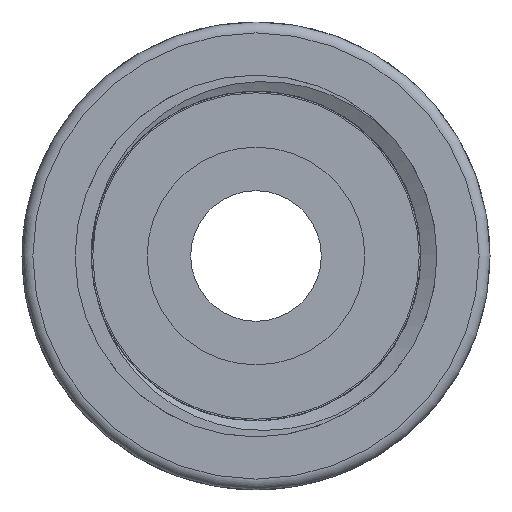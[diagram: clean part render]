
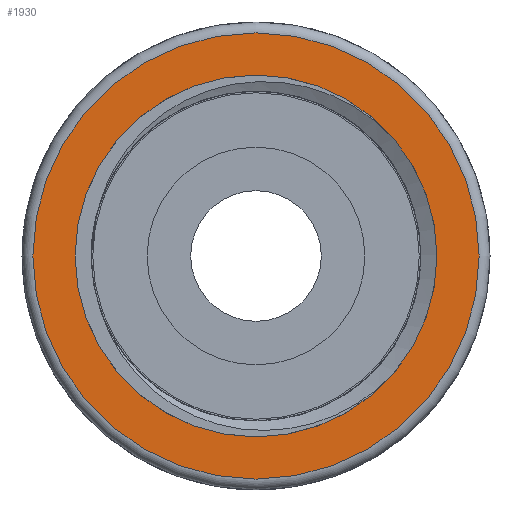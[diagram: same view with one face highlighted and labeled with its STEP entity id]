
A CAD part, front view. The second image highlights one B-rep face of the part: STEP entity #1930.
In plain terms, the highlighted planar face has unit normal (0, -1, 0).
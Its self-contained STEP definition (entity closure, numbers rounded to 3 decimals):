
#1724=PLANE('',#6368);
#1930=ADVANCED_FACE('',(#2373,#2374),#1724,.T.);
#2373=FACE_BOUND('',#2497,.T.);
#2374=FACE_BOUND('',#2498,.T.);
#2497=EDGE_LOOP('',(#3227));
#2498=EDGE_LOOP('',(#3228));
#3227=ORIENTED_EDGE('',*,*,#5492,.T.);
#3228=ORIENTED_EDGE('',*,*,#5493,.T.);
#4891=VERTEX_POINT('',#9839);
#4892=VERTEX_POINT('',#9841);
#5492=EDGE_CURVE('',#4891,#4891,#6119,.T.);
#5493=EDGE_CURVE('',#4892,#4892,#6120,.T.);
#6119=CIRCLE('',#6366,16.625);
#6120=CIRCLE('',#6367,20.5);
#6366=AXIS2_PLACEMENT_3D('',#9838,#7118,#7119);
#6367=AXIS2_PLACEMENT_3D('',#9840,#7120,#7121);
#6368=AXIS2_PLACEMENT_3D('',#9842,#7122,#7123);
#7118=DIRECTION('',(0.,1.,0.));
#7119=DIRECTION('',(-1.,0.,0.));
#7120=DIRECTION('',(0.,-1.,0.));
#7121=DIRECTION('',(-1.,0.,0.));
#7122=DIRECTION('',(0.,-1.,0.));
#7123=DIRECTION('',(-1.,0.,0.));
#9838=CARTESIAN_POINT('',(-250.047,-47.238,145.));
#9839=CARTESIAN_POINT('',(-266.672,-47.238,145.));
#9840=CARTESIAN_POINT('',(-250.047,-47.238,145.));
#9841=CARTESIAN_POINT('',(-270.547,-47.238,145.));
#9842=CARTESIAN_POINT('',(-250.047,-47.238,145.));
